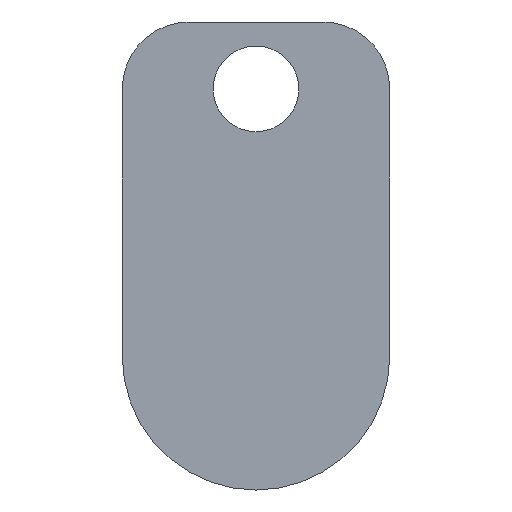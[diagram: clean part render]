
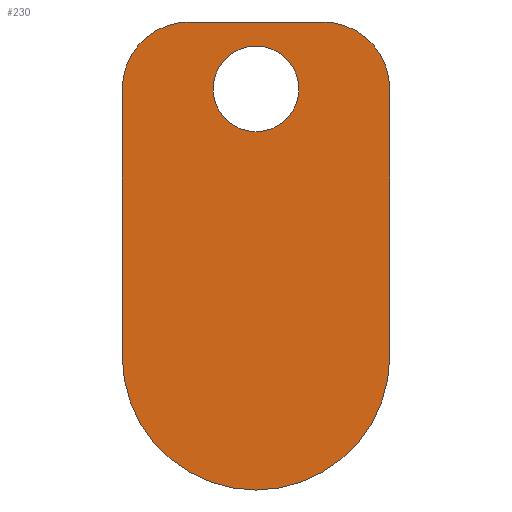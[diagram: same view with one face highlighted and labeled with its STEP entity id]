
A CAD part, left-side view. The second image highlights one B-rep face of the part: STEP entity #230.
In plain terms, the highlighted planar face has unit normal (-1, 0, 0).
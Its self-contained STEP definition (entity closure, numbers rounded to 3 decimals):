
#21=FACE_BOUND('',#89,.T.);
#27=PLANE('',#272);
#35=LINE('',#397,#49);
#38=LINE('',#406,#52);
#41=LINE('',#415,#55);
#49=VECTOR('',#325,10.);
#52=VECTOR('',#334,5.);
#55=VECTOR('',#347,10.);
#73=FACE_OUTER_BOUND('',#88,.T.);
#88=EDGE_LOOP('',(#209,#210,#211,#212,#213,#214));
#89=EDGE_LOOP('',(#215));
#102=CIRCLE('',#262,5.);
#103=CIRCLE('',#265,2.5);
#104=CIRCLE('',#268,2.5);
#105=CIRCLE('',#270,1.6);
#119=VERTEX_POINT('',#389);
#120=VERTEX_POINT('',#391);
#121=VERTEX_POINT('',#395);
#122=VERTEX_POINT('',#399);
#123=VERTEX_POINT('',#401);
#124=VERTEX_POINT('',#405);
#125=VERTEX_POINT('',#411);
#143=EDGE_CURVE('',#120,#119,#102,.T.);
#146=EDGE_CURVE('',#119,#121,#35,.T.);
#148=EDGE_CURVE('',#122,#123,#103,.T.);
#150=EDGE_CURVE('',#124,#123,#38,.T.);
#152=EDGE_CURVE('',#124,#121,#104,.T.);
#154=EDGE_CURVE('',#125,#125,#105,.T.);
#155=EDGE_CURVE('',#122,#120,#41,.T.);
#209=ORIENTED_EDGE('',*,*,#146,.T.);
#210=ORIENTED_EDGE('',*,*,#152,.F.);
#211=ORIENTED_EDGE('',*,*,#150,.T.);
#212=ORIENTED_EDGE('',*,*,#148,.F.);
#213=ORIENTED_EDGE('',*,*,#155,.T.);
#214=ORIENTED_EDGE('',*,*,#143,.T.);
#215=ORIENTED_EDGE('',*,*,#154,.T.);
#230=ADVANCED_FACE('',(#73,#21),#27,.T.);
#262=AXIS2_PLACEMENT_3D('',#392,#319,#320);
#265=AXIS2_PLACEMENT_3D('',#402,#329,#330);
#268=AXIS2_PLACEMENT_3D('',#409,#338,#339);
#270=AXIS2_PLACEMENT_3D('',#413,#343,#344);
#272=AXIS2_PLACEMENT_3D('',#416,#348,#349);
#319=DIRECTION('center_axis',(-1.,0.,0.));
#320=DIRECTION('ref_axis',(0.,-1.,0.));
#325=DIRECTION('',(0.,0.,1.));
#329=DIRECTION('center_axis',(1.,0.,0.));
#330=DIRECTION('ref_axis',(0.,0.707,0.707));
#334=DIRECTION('',(0.,1.,0.));
#338=DIRECTION('center_axis',(1.,0.,0.));
#339=DIRECTION('ref_axis',(0.,-0.707,0.707));
#343=DIRECTION('center_axis',(1.,0.,0.));
#344=DIRECTION('ref_axis',(0.,0.,1.));
#347=DIRECTION('',(0.,0.,-1.));
#348=DIRECTION('center_axis',(-1.,0.,0.));
#349=DIRECTION('ref_axis',(0.,0.,
-1.));
#389=CARTESIAN_POINT('',(-39.25,-22.25,359.5));
#391=CARTESIAN_POINT('',(-39.25,-12.25,359.5));
#392=CARTESIAN_POINT('Origin',(-39.25,-17.25,359.5));
#395=CARTESIAN_POINT('',(-39.25,-22.25,369.5));
#397=CARTESIAN_POINT('',(-39.25,-22.25,362.));
#399=CARTESIAN_POINT('',(-39.25,-12.25,369.5));
#401=CARTESIAN_POINT('',(-39.25,-14.75,372.));
#402=CARTESIAN_POINT('Origin',(-39.25,-14.75,369.5));
#405=CARTESIAN_POINT('',(-39.25,-19.75,372.));
#406=CARTESIAN_POINT('',(-39.25,-17.25,372.));
#409=CARTESIAN_POINT('Origin',(-39.25,-19.75,369.5));
#411=CARTESIAN_POINT('',(-39.25,-17.25,367.9));
#413=CARTESIAN_POINT('Origin',(-39.25,-17.25,369.5));
#415=CARTESIAN_POINT('',(-39.25,-12.25,362.));
#416=CARTESIAN_POINT('Origin',(-39.25,-17.25,359.));
